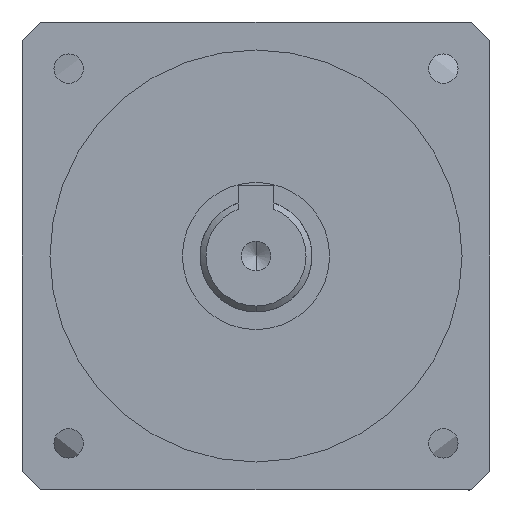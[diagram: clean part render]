
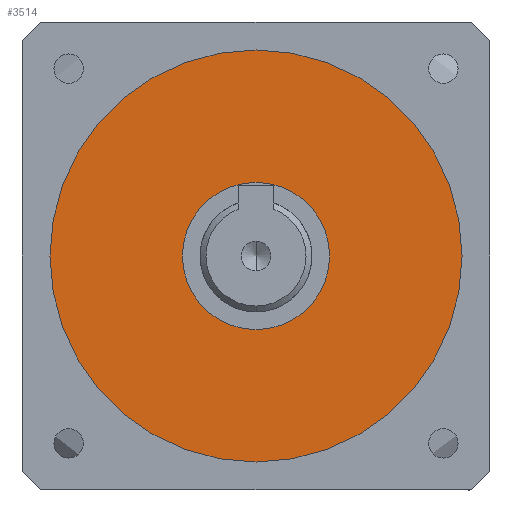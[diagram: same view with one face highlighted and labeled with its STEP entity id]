
A CAD part, left-side view. The second image highlights one B-rep face of the part: STEP entity #3514.
In plain terms, the highlighted planar face has unit normal (-1, 0, 0).
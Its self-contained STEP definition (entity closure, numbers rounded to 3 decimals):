
#83 = FACE_BOUND ( 'NONE', #2961, .T. ) ;
#84 = DIRECTION ( 'NONE',  ( 0., 0., -1. ) ) ;
#286 = CARTESIAN_POINT ( 'NONE',  ( -149., 0., 12.5 ) ) ;
#311 = DIRECTION ( 'NONE',  ( 1., 0., 0. ) ) ;
#325 = CIRCLE ( 'NONE', #953, 35. ) ;
#401 = CIRCLE ( 'NONE', #2482, 12.5 ) ;
#454 = DIRECTION ( 'NONE',  ( 0., 0., -1. ) ) ;
#638 = ORIENTED_EDGE ( 'NONE', *, *, #5724, .F. ) ;
#774 = EDGE_CURVE ( 'NONE', #5419, #802, #401, .T. ) ;
#802 = VERTEX_POINT ( 'NONE', #2122 ) ;
#953 = AXIS2_PLACEMENT_3D ( 'NONE', #1910, #3667, #1446 ) ;
#960 = PLANE ( 'NONE',  #1524 ) ;
#1376 = CARTESIAN_POINT ( 'NONE',  ( -149., 0., 0. ) ) ;
#1446 = DIRECTION ( 'NONE',  ( 0., 0., -1. ) ) ;
#1524 = AXIS2_PLACEMENT_3D ( 'NONE', #4187, #2296, #4817 ) ;
#1618 = ORIENTED_EDGE ( 'NONE', *, *, #3574, .T. ) ;
#1667 = CARTESIAN_POINT ( 'NONE',  ( -149., 0., 0. ) ) ;
#1671 = EDGE_CURVE ( 'NONE', #3329, #2991, #325, .T. ) ;
#1724 = FACE_OUTER_BOUND ( 'NONE', #1840, .T. ) ;
#1840 = EDGE_LOOP ( 'NONE', ( #638, #1846 ) ) ;
#1846 = ORIENTED_EDGE ( 'NONE', *, *, #1671, .F. ) ;
#1910 = CARTESIAN_POINT ( 'NONE',  ( -149., 0., 0. ) ) ;
#2084 = CIRCLE ( 'NONE', #2757, 12.5 ) ;
#2122 = CARTESIAN_POINT ( 'NONE',  ( -149., 0., -12.5 ) ) ;
#2219 = CARTESIAN_POINT ( 'NONE',  ( -149., 0., -35. ) ) ;
#2296 = DIRECTION ( 'NONE',  ( -1., 0., 0. ) ) ;
#2482 = AXIS2_PLACEMENT_3D ( 'NONE', #1667, #311, #3499 ) ;
#2674 = AXIS2_PLACEMENT_3D ( 'NONE', #3748, #5587, #84 ) ;
#2757 = AXIS2_PLACEMENT_3D ( 'NONE', #1376, #5497, #454 ) ;
#2961 = EDGE_LOOP ( 'NONE', ( #1618, #3935 ) ) ;
#2991 = VERTEX_POINT ( 'NONE', #2219 ) ;
#3329 = VERTEX_POINT ( 'NONE', #5215 ) ;
#3499 = DIRECTION ( 'NONE',  ( 0., 0., -1. ) ) ;
#3514 = ADVANCED_FACE ( 'NONE', ( #1724, #83 ), #960, .T. ) ;
#3574 = EDGE_CURVE ( 'NONE', #802, #5419, #2084, .T. ) ;
#3667 = DIRECTION ( 'NONE',  ( 1., 0., 0. ) ) ;
#3748 = CARTESIAN_POINT ( 'NONE',  ( -149., 0., 0. ) ) ;
#3935 = ORIENTED_EDGE ( 'NONE', *, *, #774, .T. ) ;
#4187 = CARTESIAN_POINT ( 'NONE',  ( -149., 0., 0. ) ) ;
#4817 = DIRECTION ( 'NONE',  ( 0., 0., 1. ) ) ;
#5052 = CIRCLE ( 'NONE', #2674, 35. ) ;
#5215 = CARTESIAN_POINT ( 'NONE',  ( -149., 0., 35. ) ) ;
#5419 = VERTEX_POINT ( 'NONE', #286 ) ;
#5497 = DIRECTION ( 'NONE',  ( 1., 0., 0. ) ) ;
#5587 = DIRECTION ( 'NONE',  ( 1., 0., 0. ) ) ;
#5724 = EDGE_CURVE ( 'NONE', #2991, #3329, #5052, .T. ) ;
